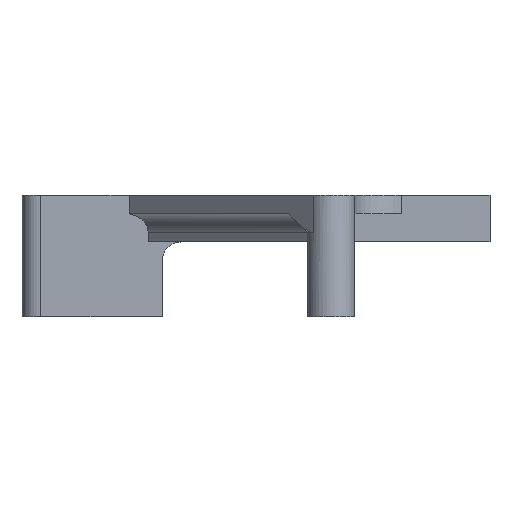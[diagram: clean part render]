
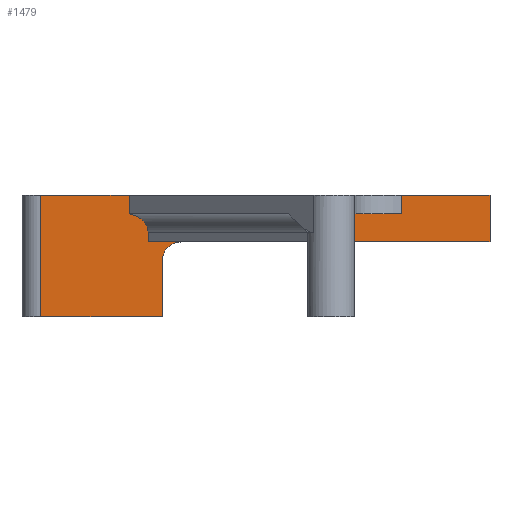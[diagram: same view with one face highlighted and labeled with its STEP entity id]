
A CAD part, front view. The second image highlights one B-rep face of the part: STEP entity #1479.
In plain terms, the highlighted planar face has unit normal (0, -1, 0).
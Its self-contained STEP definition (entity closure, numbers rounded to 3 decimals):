
#43=ELLIPSE('',#1589,2.703,2.);
#45=ELLIPSE('',#1592,2.703,2.);
#59=PLANE('',#1598);
#107=FACE_OUTER_BOUND('',#186,.T.);
#186=EDGE_LOOP('',(#1098,#1099,#1100,#1101,#1102,#1103,#1104,#1105,#1106,
#1107,#1108,#1109,#1110,#1111,#1112,#1113,#1114,#1115,#1116,#1117));
#263=LINE('',#2138,#417);
#264=LINE('',#2142,#418);
#271=LINE('',#2158,#425);
#292=LINE('',#2225,#446);
#294=LINE('',#2232,#448);
#303=LINE('',#2274,#457);
#305=LINE('',#2278,#459);
#316=LINE('',#2308,#470);
#317=LINE('',#2310,#471);
#318=LINE('',#2312,#472);
#319=LINE('',#2313,#473);
#320=LINE('',#2315,#474);
#321=LINE('',#2317,#475);
#322=LINE('',#2318,#476);
#323=LINE('',#2320,#477);
#324=LINE('',#2322,#478);
#325=LINE('',#2323,#479);
#417=VECTOR('',#1709,10.);
#418=VECTOR('',#1712,10.);
#425=VECTOR('',#1725,10.);
#446=VECTOR('',#1774,10.);
#448=VECTOR('',#1780,10.);
#457=VECTOR('',#1815,10.);
#459=VECTOR('',#1819,10.);
#470=VECTOR('',#1834,10.);
#471=VECTOR('',#1835,10.);
#472=VECTOR('',#1836,10.);
#473=VECTOR('',#1837,10.);
#474=VECTOR('',#1838,10.);
#475=VECTOR('',#1839,10.);
#476=VECTOR('',#1840,10.);
#477=VECTOR('',#1841,10.);
#478=VECTOR('',#1842,10.);
#479=VECTOR('',#1843,10.);
#567=CIRCLE('',#1560,2.);
#622=VERTEX_POINT('',#2125);
#623=VERTEX_POINT('',#2126);
#627=VERTEX_POINT('',#2136);
#628=VERTEX_POINT('',#2140);
#629=VERTEX_POINT('',#2141);
#635=VERTEX_POINT('',#2157);
#666=VERTEX_POINT('',#2223);
#667=VERTEX_POINT('',#2224);
#669=VERTEX_POINT('',#2230);
#670=VERTEX_POINT('',#2231);
#677=VERTEX_POINT('',#2259);
#678=VERTEX_POINT('',#2260);
#683=VERTEX_POINT('',#2277);
#693=VERTEX_POINT('',#2307);
#694=VERTEX_POINT('',#2309);
#695=VERTEX_POINT('',#2311);
#696=VERTEX_POINT('',#2314);
#697=VERTEX_POINT('',#2316);
#698=VERTEX_POINT('',#2319);
#699=VERTEX_POINT('',#2321);
#770=EDGE_CURVE('',#622,#623,#567,.T.);
#776=EDGE_CURVE('',#627,#622,#263,.T.);
#777=EDGE_CURVE('',#628,#629,#264,.T.);
#785=EDGE_CURVE('',#628,#635,#271,.T.);
#818=EDGE_CURVE('',#666,#667,#292,.T.);
#821=EDGE_CURVE('',#669,#670,#294,.T.);
#828=EDGE_CURVE('',#635,#666,#43,.T.);
#832=EDGE_CURVE('',#677,#678,#45,.T.);
#839=EDGE_CURVE('',#629,#677,#303,.T.);
#841=EDGE_CURVE('',#623,#683,#305,.T.);
#854=EDGE_CURVE('',#678,#693,#316,.T.);
#855=EDGE_CURVE('',#694,#693,#317,.T.);
#856=EDGE_CURVE('',#695,#694,#318,.T.);
#857=EDGE_CURVE('',#683,#695,#319,.T.);
#858=EDGE_CURVE('',#627,#696,#320,.T.);
#859=EDGE_CURVE('',#697,#696,#321,.T.);
#860=EDGE_CURVE('',#670,#697,#322,.T.);
#861=EDGE_CURVE('',#698,#669,#323,.T.);
#862=EDGE_CURVE('',#699,#698,#324,.T.);
#863=EDGE_CURVE('',#667,#699,#325,.T.);
#1098=ORIENTED_EDGE('',*,*,#832,.T.);
#1099=ORIENTED_EDGE('',*,*,#854,.T.);
#1100=ORIENTED_EDGE('',*,*,#855,.F.);
#1101=ORIENTED_EDGE('',*,*,#856,.F.);
#1102=ORIENTED_EDGE('',*,*,#857,.F.);
#1103=ORIENTED_EDGE('',*,*,#841,.F.);
#1104=ORIENTED_EDGE('',*,*,#770,.F.);
#1105=ORIENTED_EDGE('',*,*,#776,.F.);
#1106=ORIENTED_EDGE('',*,*,#858,.T.);
#1107=ORIENTED_EDGE('',*,*,#859,.F.);
#1108=ORIENTED_EDGE('',*,*,#860,.F.);
#1109=ORIENTED_EDGE('',*,*,#821,.F.);
#1110=ORIENTED_EDGE('',*,*,#861,.F.);
#1111=ORIENTED_EDGE('',*,*,#862,.F.);
#1112=ORIENTED_EDGE('',*,*,#863,.F.);
#1113=ORIENTED_EDGE('',*,*,#818,.F.);
#1114=ORIENTED_EDGE('',*,*,#828,.F.);
#1115=ORIENTED_EDGE('',*,*,#785,.F.);
#1116=ORIENTED_EDGE('',*,*,#777,.T.);
#1117=ORIENTED_EDGE('',*,*,#839,.T.);
#1479=ADVANCED_FACE('',(#107),#59,.T.);
#1560=AXIS2_PLACEMENT_3D('',#2127,#1699,#1700);
#1589=AXIS2_PLACEMENT_3D('',#2245,#1795,#1796);
#1592=AXIS2_PLACEMENT_3D('',#2261,#1802,#1803);
#1598=AXIS2_PLACEMENT_3D('',#2306,#1832,#1833);
#1699=DIRECTION('center_axis',(0.,-1.,0.));
#1700=DIRECTION('ref_axis',(-0.707,0.,0.707));
#1709=DIRECTION('',(-1.,0.,0.));
#1712=DIRECTION('',(-1.,0.,0.));
#1725=DIRECTION('',(0.,0.,1.));
#1774=DIRECTION('',(1.,0.,0.));
#1780=DIRECTION('',(1.,0.,0.));
#1795=DIRECTION('center_axis',(0.,1.,0.));
#1796=DIRECTION('ref_axis',(-1.,0.,0.));
#1802=DIRECTION('center_axis',(0.,-1.,0.));
#1803=DIRECTION('ref_axis',(1.,0.,0.));
#1815=DIRECTION('',(0.,0.,1.));
#1819=DIRECTION('',(0.,0.,-1.));
#1832=DIRECTION('center_axis',(0.,-1.,0.));
#1833=DIRECTION('ref_axis',(1.,0.,0.));
#1834=DIRECTION('',(0.,0.,1.));
#1835=DIRECTION('',(1.,0.,0.));
#1836=DIRECTION('',(0.,0.,1.));
#1837=DIRECTION('',(-1.,0.,0.));
#1838=DIRECTION('',(0.,0.,1.));
#1839=DIRECTION('',(1.,0.,0.));
#1840=DIRECTION('',(0.,0.,1.));
#1841=DIRECTION('',(0.,0.,-1.));
#1842=DIRECTION('',(1.,0.,0.));
#1843=DIRECTION('',(0.,0.,1.));
#2125=CARTESIAN_POINT('',(-9.045,-18.538,-3.));
#2126=CARTESIAN_POINT('',(-11.045,-18.538,-5.));
#2127=CARTESIAN_POINT('Origin',(-9.045,-18.538,-5.));
#2136=CARTESIAN_POINT('',(23.955,-18.538,-3.));
#2138=CARTESIAN_POINT('',(23.955,-18.538,-3.));
#2140=CARTESIAN_POINT('',(-9.876,-18.538,-3.));
#2141=CARTESIAN_POINT('',(-12.579,-18.538,-3.));
#2142=CARTESIAN_POINT('',(-14.545,-18.538,-3.));
#2157=CARTESIAN_POINT('',(-9.876,-18.538,-2.));
#2158=CARTESIAN_POINT('',(-9.876,-18.538,0.));
#2223=CARTESIAN_POINT('',(-7.173,-18.538,0.));
#2224=CARTESIAN_POINT('',(-5.588,-18.538,0.));
#2225=CARTESIAN_POINT('',(11.455,-18.538,0.));
#2230=CARTESIAN_POINT('',(-0.545,-18.538,0.));
#2231=CARTESIAN_POINT('',(14.455,-18.538,0.));
#2232=CARTESIAN_POINT('',(11.455,-18.538,0.));
#2245=CARTESIAN_POINT('Origin',(-7.173,-18.538,-2.));
#2259=CARTESIAN_POINT('',(-12.579,-18.538,-1.936));
#2260=CARTESIAN_POINT('',(-14.606,-18.538,0.));
#2261=CARTESIAN_POINT('Origin',(-15.281,-18.538,-1.936));
#2274=CARTESIAN_POINT('',(-12.579,-18.538,0.));
#2277=CARTESIAN_POINT('',(-11.045,-18.538,-11.));
#2278=CARTESIAN_POINT('',(-11.045,-18.538,0.));
#2306=CARTESIAN_POINT('Origin',(-26.045,-18.538,0.));
#2307=CARTESIAN_POINT('',(-14.606,-18.538,2.));
#2308=CARTESIAN_POINT('',(-14.606,-18.538,1.));
#2309=CARTESIAN_POINT('',(-24.045,-18.538,2.));
#2310=CARTESIAN_POINT('',(-26.045,-18.538,2.));
#2311=CARTESIAN_POINT('',(-24.045,-18.538,-11.));
#2312=CARTESIAN_POINT('',(-24.045,-18.538,0.));
#2313=CARTESIAN_POINT('',(-11.045,-18.538,-11.));
#2314=CARTESIAN_POINT('',(23.955,-18.538,2.));
#2315=CARTESIAN_POINT('',(23.955,-18.538,0.));
#2316=CARTESIAN_POINT('',(14.455,-18.538,2.));
#2317=CARTESIAN_POINT('',(-26.045,-18.538,2.));
#2318=CARTESIAN_POINT('',(14.455,-18.538,1.));
#2319=CARTESIAN_POINT('',(-0.545,-18.538,2.));
#2320=CARTESIAN_POINT('',(-0.545,-18.538,1.));
#2321=CARTESIAN_POINT('',(-5.588,-18.538,2.));
#2322=CARTESIAN_POINT('',(-26.045,-18.538,2.));
#2323=CARTESIAN_POINT('',(-5.588,-18.538,1.));
